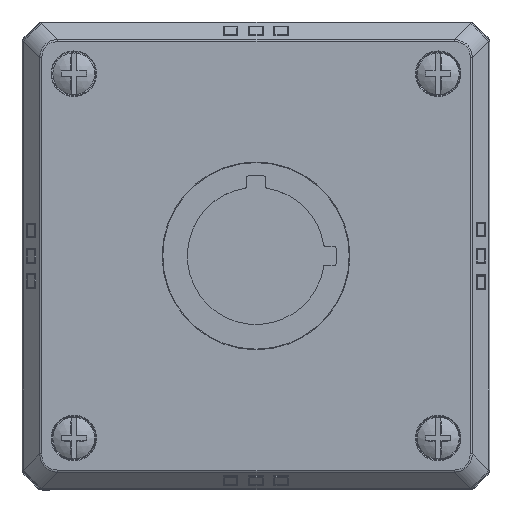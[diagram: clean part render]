
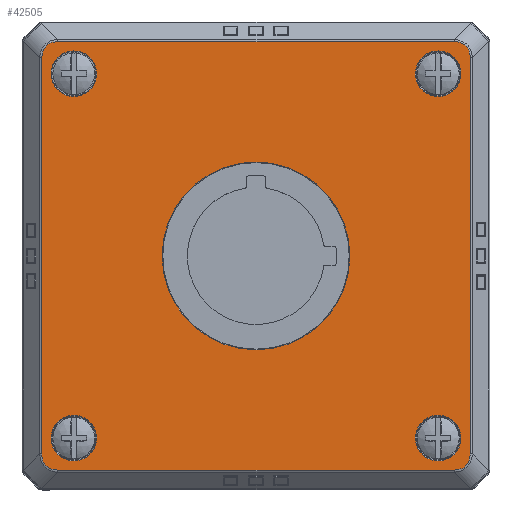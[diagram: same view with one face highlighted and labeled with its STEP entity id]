
A CAD part, top view. The second image highlights one B-rep face of the part: STEP entity #42505.
In plain terms, the highlighted face is planar.
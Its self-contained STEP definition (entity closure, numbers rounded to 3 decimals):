
#2018=ELLIPSE('',#45923,6.409,3.7);
#2019=ELLIPSE('',#45924,6.409,3.7);
#2020=ELLIPSE('',#45925,6.409,3.7);
#2021=ELLIPSE('',#45926,6.409,3.7);
#3259=CIRCLE('',#45905,15.25);
#3270=CIRCLE('',#45918,3.7);
#3274=CIRCLE('',#45927,3.7);
#3275=CIRCLE('',#45928,3.7);
#3276=CIRCLE('',#45929,3.7);
#3703=FACE_BOUND('',#10402,.T.);
#3704=FACE_BOUND('',#10403,.T.);
#3705=FACE_BOUND('',#10404,.T.);
#3706=FACE_BOUND('',#10405,.T.);
#3707=FACE_BOUND('',#10406,.T.);
#7703=FACE_OUTER_BOUND('',#10401,.T.);
#10401=EDGE_LOOP('',(#37932,#37933,#37934,#37935,#37936,#37937,#37938,#37939));
#10402=EDGE_LOOP('',(#37940));
#10403=EDGE_LOOP('',(#37941));
#10404=EDGE_LOOP('',(#37942));
#10405=EDGE_LOOP('',(#37943));
#10406=EDGE_LOOP('',(#37944));
#13699=LINE('',#83482,#16984);
#13700=LINE('',#83486,#16985);
#13701=LINE('',#83490,#16986);
#13702=LINE('',#83494,#16987);
#16984=VECTOR('',#55489,10.);
#16985=VECTOR('',#55492,10.);
#16986=VECTOR('',#55495,10.);
#16987=VECTOR('',#55498,10.);
#20702=VERTEX_POINT('',#83435);
#20719=VERTEX_POINT('',#83472);
#20722=VERTEX_POINT('',#83480);
#20723=VERTEX_POINT('',#83481);
#20724=VERTEX_POINT('',#83483);
#20725=VERTEX_POINT('',#83485);
#20726=VERTEX_POINT('',#83487);
#20727=VERTEX_POINT('',#83489);
#20728=VERTEX_POINT('',#83491);
#20729=VERTEX_POINT('',#83493);
#20730=VERTEX_POINT('',#83496);
#20731=VERTEX_POINT('',#83498);
#20732=VERTEX_POINT('',#83500);
#26519=EDGE_CURVE('',#20702,#20702,#3259,.T.);
#26536=EDGE_CURVE('',#20719,#20719,#3270,.T.);
#26540=EDGE_CURVE('',#20722,#20723,#13699,.T.);
#26541=EDGE_CURVE('',#20724,#20722,#2018,.T.);
#26542=EDGE_CURVE('',#20725,#20724,#13700,.T.);
#26543=EDGE_CURVE('',#20726,#20725,#2019,.T.);
#26544=EDGE_CURVE('',#20727,#20726,#13701,.T.);
#26545=EDGE_CURVE('',#20728,#20727,#2020,.T.);
#26546=EDGE_CURVE('',#20729,#20728,#13702,.T.);
#26547=EDGE_CURVE('',#20723,#20729,#2021,.T.);
#26548=EDGE_CURVE('',#20730,#20730,#3274,.T.);
#26549=EDGE_CURVE('',#20731,#20731,#3275,.T.);
#26550=EDGE_CURVE('',#20732,#20732,#3276,.T.);
#37932=ORIENTED_EDGE('',*,*,#26540,.F.);
#37933=ORIENTED_EDGE('',*,*,#26541,.F.);
#37934=ORIENTED_EDGE('',*,*,#26542,.F.);
#37935=ORIENTED_EDGE('',*,*,#26543,.F.);
#37936=ORIENTED_EDGE('',*,*,#26544,.F.);
#37937=ORIENTED_EDGE('',*,*,#26545,.F.);
#37938=ORIENTED_EDGE('',*,*,#26546,.F.);
#37939=ORIENTED_EDGE('',*,*,#26547,.F.);
#37940=ORIENTED_EDGE('',*,*,#26548,.F.);
#37941=ORIENTED_EDGE('',*,*,#26549,.F.);
#37942=ORIENTED_EDGE('',*,*,#26519,.T.);
#37943=ORIENTED_EDGE('',*,*,#26550,.F.);
#37944=ORIENTED_EDGE('',*,*,#26536,.F.);
#40179=PLANE('',#45922);
#42505=ADVANCED_FACE('',(#7703,#3703,#3704,#3705,#3706,#3707),#40179,.T.);
#45905=AXIS2_PLACEMENT_3D('',#83437,#55447,#55448);
#45918=AXIS2_PLACEMENT_3D('',#83473,#55479,#55480);
#45922=AXIS2_PLACEMENT_3D('',#83479,#55487,#55488);
#45923=AXIS2_PLACEMENT_3D('',#83484,#55490,#55491);
#45924=AXIS2_PLACEMENT_3D('',#83488,#55493,#55494);
#45925=AXIS2_PLACEMENT_3D('',#83492,#55496,#55497);
#45926=AXIS2_PLACEMENT_3D('',#83495,#55499,#55500);
#45927=AXIS2_PLACEMENT_3D('',#83497,#55501,#55502);
#45928=AXIS2_PLACEMENT_3D('',#83499,#55503,#55504);
#45929=AXIS2_PLACEMENT_3D('',#83501,#55505,#55506);
#55447=DIRECTION('center_axis',(0.,-1.,0.));
#55448=DIRECTION('ref_axis',(1.,0.,0.));
#55479=DIRECTION('center_axis',(0.,1.,0.));
#55480=DIRECTION('ref_axis',(-1.,0.,0.));
#55487=DIRECTION('center_axis',(0.,1.,0.));
#55488=DIRECTION('ref_axis',(0.,0.,1.));
#55489=DIRECTION('',(0.,0.,1.));
#55490=DIRECTION('center_axis',(0.,-1.,0.));
#55491=DIRECTION('ref_axis',(0.707,0.,-0.707));
#55492=DIRECTION('',(1.,0.,0.));
#55493=DIRECTION('center_axis',(0.,-1.,0.));
#55494=DIRECTION('ref_axis',(-0.707,0.,-0.707));
#55495=DIRECTION('',(0.,0.,-1.));
#55496=DIRECTION('center_axis',(0.,-1.,0.));
#55497=DIRECTION('ref_axis',(-0.707,0.,0.707));
#55498=DIRECTION('',(-1.,0.,0.));
#55499=DIRECTION('center_axis',(0.,-1.,0.));
#55500=DIRECTION('ref_axis',(0.707,0.,0.707));
#55501=DIRECTION('center_axis',(0.,1.,0.));
#55502=DIRECTION('ref_axis',(-1.,0.,0.));
#55503=DIRECTION('center_axis',(0.,1.,0.));
#55504=DIRECTION('ref_axis',(-1.,0.,0.));
#55505=DIRECTION('center_axis',(0.,1.,0.));
#55506=DIRECTION('ref_axis',(-1.,0.,0.));
#83435=CARTESIAN_POINT('',(0.,22.,15.25));
#83437=CARTESIAN_POINT('Origin',(0.,22.,0.));
#83472=CARTESIAN_POINT('',(29.6,22.,33.3));
#83473=CARTESIAN_POINT('Origin',(29.6,22.,29.6));
#83479=CARTESIAN_POINT('Origin',(0.,22.,0.));
#83480=CARTESIAN_POINT('',(34.793,22.,-32.177));
#83481=CARTESIAN_POINT('',(34.793,22.,32.177));
#83482=CARTESIAN_POINT('',(34.793,22.,8.75));
#83483=CARTESIAN_POINT('',(32.177,22.,-34.793));
#83484=CARTESIAN_POINT('Origin',(29.56,22.,-29.56));
#83485=CARTESIAN_POINT('',(-32.177,22.,-34.793));
#83486=CARTESIAN_POINT('',(8.75,22.,-34.793));
#83487=CARTESIAN_POINT('',(-34.793,22.,-32.177));
#83488=CARTESIAN_POINT('Origin',(-29.56,22.,-29.56));
#83489=CARTESIAN_POINT('',(-34.793,22.,32.177));
#83490=CARTESIAN_POINT('',(-34.793,22.,-8.75));
#83491=CARTESIAN_POINT('',(-32.177,22.,34.793));
#83492=CARTESIAN_POINT('Origin',(-29.56,22.,29.56));
#83493=CARTESIAN_POINT('',(32.177,22.,34.793));
#83494=CARTESIAN_POINT('',(-8.75,22.,34.793));
#83495=CARTESIAN_POINT('Origin',(29.56,22.,29.56));
#83496=CARTESIAN_POINT('',(29.6,22.,-25.9));
#83497=CARTESIAN_POINT('Origin',(29.6,22.,-29.6));
#83498=CARTESIAN_POINT('',(-29.6,22.,33.3));
#83499=CARTESIAN_POINT('Origin',(-29.6,22.,29.6));
#83500=CARTESIAN_POINT('',(-29.6,22.,-25.9));
#83501=CARTESIAN_POINT('Origin',(-29.6,22.,-29.6));
